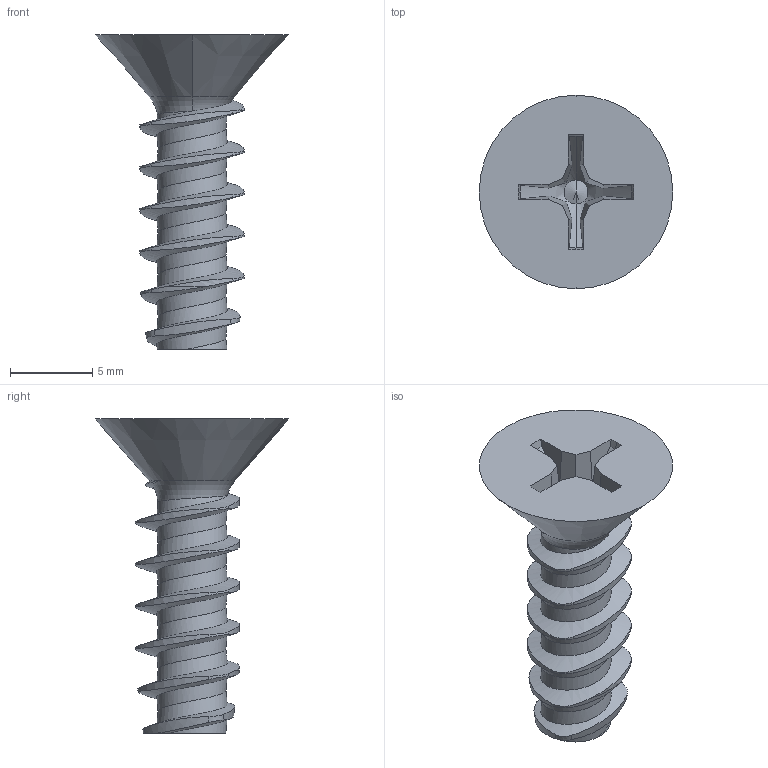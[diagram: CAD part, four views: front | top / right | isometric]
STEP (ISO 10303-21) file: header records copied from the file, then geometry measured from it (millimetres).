
FILE_DESCRIPTION (( 'STEP AP203' ), '1' );
FILE_NAME ('90434A173_Steel Flat Head Thread-Forming Screws for Plastic.STEP', '2025-05-30T12:45:45', ( 'Administrator' ), ( 'Managed by Terraform' ), 'SwSTEP 2.0', 'SolidWorks 2017', '' );
FILE_SCHEMA (( 'CONFIG_CONTROL_DESIGN' ));
Length unit declared in the file: inch
Products named in the file (1): 90434A173_Steel Flat Head Thread-Forming Screws for Plastic
Bounding box: 11.73 x 11.73 x 19.05 mm (x, y, z)
Volume: 457.2 mm3; surface area: 662.7 mm2
Topology: 1 solids, 1 shells, 84 faces, 240 edges, 157 vertices
Faces by surface type: cylinder 32, cone 27, plane 18, bspline 4, torus 3
Entity records: 5211 total; most frequent: CARTESIAN_POINT 3200, ORIENTED_EDGE 476, DIRECTION 299, EDGE_CURVE 238, VERTEX_POINT 157, B_SPLINE_CURVE_WITH_KNOTS 127, AXIS2_PLACEMENT_3D 110, EDGE_LOOP 85
